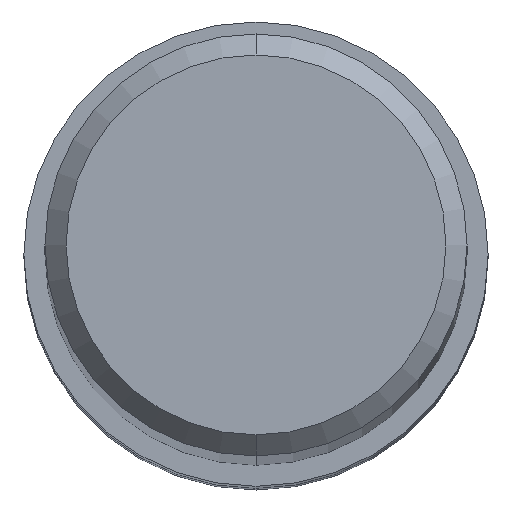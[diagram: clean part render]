
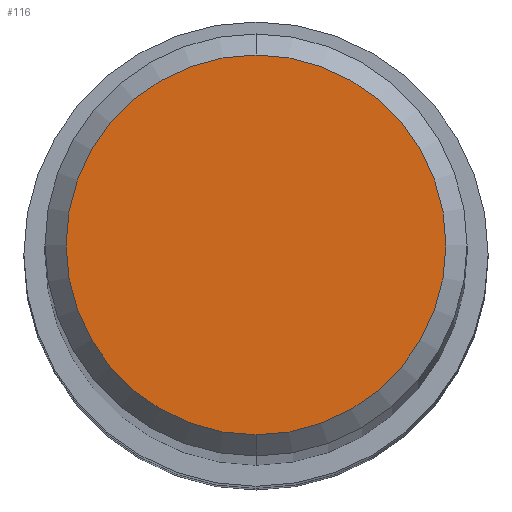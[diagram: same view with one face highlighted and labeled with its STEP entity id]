
A CAD part, top view. The second image highlights one B-rep face of the part: STEP entity #116.
In plain terms, the highlighted planar face has unit normal (0, 0, 1).
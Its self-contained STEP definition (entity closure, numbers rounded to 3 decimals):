
#116=ADVANCED_FACE('',(#257),#258,.T.);
#132=EDGE_CURVE('',#148,#200,#276,.T.);
#148=VERTEX_POINT('',#294);
#186=EDGE_CURVE('',#200,#148,#337,.T.);
#200=VERTEX_POINT('',#353);
#257=FACE_OUTER_BOUND('',#404,.T.);
#258=PLANE('',#405);
#276=CIRCLE('',#427,3.6);
#294=CARTESIAN_POINT('',(0.,-3.6,0.0));
#337=CIRCLE('',#506,3.6);
#353=CARTESIAN_POINT('',(0.0,3.6,0.0));
#404=EDGE_LOOP('',(#576,#577));
#405=AXIS2_PLACEMENT_3D('',#578,#579,#580);
#427=AXIS2_PLACEMENT_3D('',#606,#607,#608);
#506=AXIS2_PLACEMENT_3D('',#689,#690,#691);
#576=ORIENTED_EDGE('',*,*,#186,.F.);
#577=ORIENTED_EDGE('',*,*,#132,.F.);
#578=CARTESIAN_POINT('',(0.0,1.8,0.0));
#579=DIRECTION('',(-0.0,0.0,1.0));
#580=DIRECTION('',(0.0,-1.0,0.0));
#606=CARTESIAN_POINT('',(0.0,0.0,0.0));
#607=DIRECTION('',(0.0,0.0,-1.0));
#608=DIRECTION('',(0.0,1.0,0.0));
#689=CARTESIAN_POINT('',(0.0,0.0,0.0));
#690=DIRECTION('',(0.0,0.0,-1.0));
#691=DIRECTION('',(0.0,1.0,0.0));
